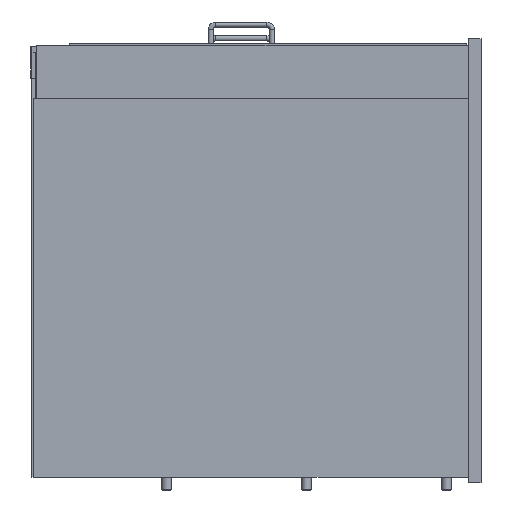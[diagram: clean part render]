
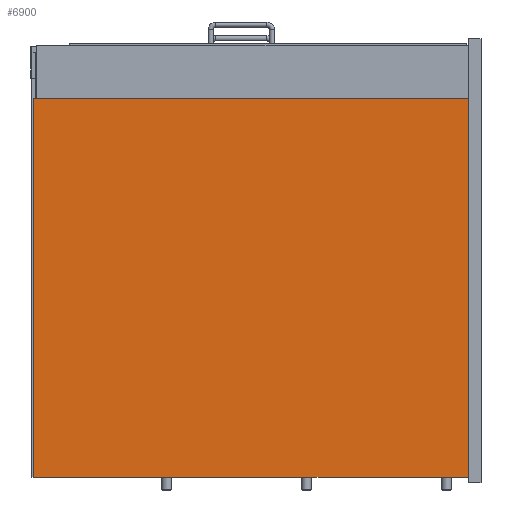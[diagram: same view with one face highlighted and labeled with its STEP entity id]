
A CAD part, left-side view. The second image highlights one B-rep face of the part: STEP entity #6900.
In plain terms, the highlighted planar face has unit normal (-1, 0, 0).
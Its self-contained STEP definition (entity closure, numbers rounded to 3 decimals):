
#538=FACE_OUTER_BOUND('',#967,.T.);
#967=EDGE_LOOP('',(#5147,#5148,#5149,#5150));
#1539=LINE('',#10593,#2327);
#1543=LINE('',#10601,#2331);
#1546=LINE('',#10607,#2334);
#1549=LINE('',#10612,#2337);
#2327=VECTOR('',#8547,10.);
#2331=VECTOR('',#8553,10.);
#2334=VECTOR('',#8558,10.);
#2337=VECTOR('',#8563,10.);
#3055=VERTEX_POINT('',#10591);
#3056=VERTEX_POINT('',#10592);
#3059=VERTEX_POINT('',#10600);
#3061=VERTEX_POINT('',#10606);
#3823=EDGE_CURVE('',#3055,#3056,#1539,.T.);
#3827=EDGE_CURVE('',#3056,#3059,#1543,.T.);
#3830=EDGE_CURVE('',#3059,#3061,#1546,.T.);
#3833=EDGE_CURVE('',#3061,#3055,#1549,.T.);
#5147=ORIENTED_EDGE('',*,*,#3833,.T.);
#5148=ORIENTED_EDGE('',*,*,#3823,.T.);
#5149=ORIENTED_EDGE('',*,*,#3827,.T.);
#5150=ORIENTED_EDGE('',*,*,#3830,.T.);
#6523=PLANE('',#7456);
#6900=ADVANCED_FACE('',(#538),#6523,.T.);
#7456=AXIS2_PLACEMENT_3D('',#10614,#8565,#8566);
#8547=DIRECTION('',(0.,0.,1.));
#8553=DIRECTION('',(0.,1.,0.));
#8558=DIRECTION('',(0.,0.,-1.));
#8563=DIRECTION('',(0.,-1.,0.));
#8565=DIRECTION('center_axis',(-1.,0.,0.));
#8566=DIRECTION('ref_axis',(0.,0.,1.));
#10591=CARTESIAN_POINT('',(-718.,0.,-338.5));
#10592=CARTESIAN_POINT('',(-718.,0.,254.5));
#10593=CARTESIAN_POINT('',(-718.,0.,-347.5));
#10600=CARTESIAN_POINT('',(-718.,680.,254.5));
#10601=CARTESIAN_POINT('',(-718.,0.,254.5));
#10606=CARTESIAN_POINT('',(-718.,680.,-338.5));
#10607=CARTESIAN_POINT('',(-718.,680.,254.5));
#10612=CARTESIAN_POINT('',(-718.,680.,-338.5));
#10614=CARTESIAN_POINT('Origin',(-718.,340.,-42.));
